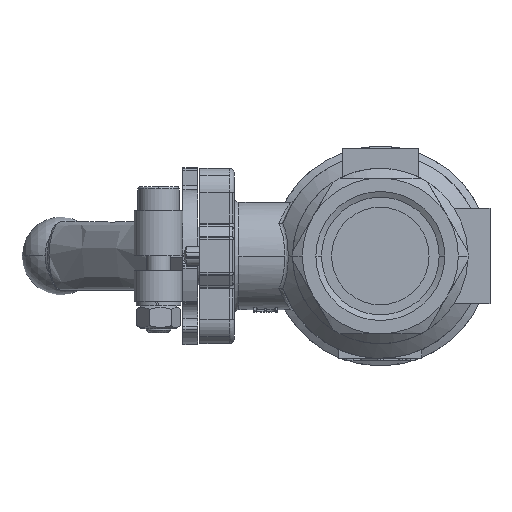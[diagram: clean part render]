
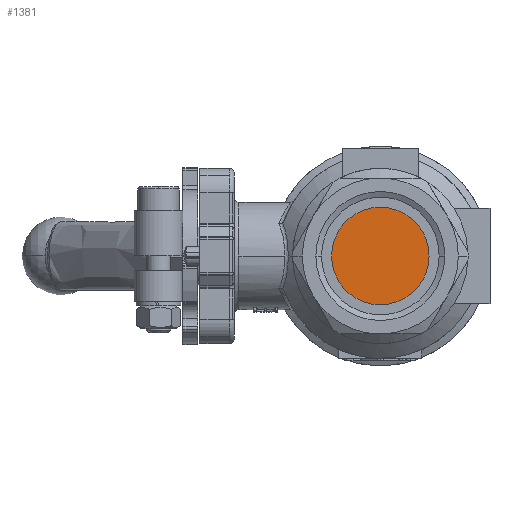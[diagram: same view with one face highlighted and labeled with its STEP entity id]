
A CAD part, left-side view. The second image highlights one B-rep face of the part: STEP entity #1381.
In plain terms, the highlighted planar face has unit normal (-1, 0, 0).
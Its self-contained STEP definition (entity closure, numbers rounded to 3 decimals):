
#1381=ADVANCED_FACE('',(#3088),#3089,.F.);
#3088=FACE_OUTER_BOUND('',#6762,.T.);
#3089=PLANE('',#6763);
#6762=EDGE_LOOP('',(#11442,#11443));
#6763=AXIS2_PLACEMENT_3D('',#11444,#11445,#11446);
#11442=ORIENTED_EDGE('',*,*,#14386,.F.);
#11443=ORIENTED_EDGE('',*,*,#15534,.F.);
#11444=CARTESIAN_POINT('',(-18.695,-5.0,0.0));
#11445=DIRECTION('',(1.0,0.0,0.0));
#11446=DIRECTION('',(0.0,1.0,-0.0));
#14386=EDGE_CURVE('',#17001,#17004,#17005,.T.);
#15534=EDGE_CURVE('',#17004,#17001,#18655,.T.);
#17001=VERTEX_POINT('',#21765);
#17004=VERTEX_POINT('',#21769);
#17005=CIRCLE('',#21770,10.0);
#18655=CIRCLE('',#25301,10.0);
#21765=CARTESIAN_POINT('',(-18.695,-10.0,0.0));
#21769=CARTESIAN_POINT('',(-18.695,10.0,0.));
#21770=AXIS2_PLACEMENT_3D('',#28591,#28592,#28593);
#25301=AXIS2_PLACEMENT_3D('',#29942,#29943,#29944);
#28591=CARTESIAN_POINT('',(-18.695,0.0,0.0));
#28592=DIRECTION('',(1.0,0.0,0.0));
#28593=DIRECTION('',(0.0,-1.0,0.0));
#29942=CARTESIAN_POINT('',(-18.695,0.0,0.0));
#29943=DIRECTION('',(1.0,0.0,0.0));
#29944=DIRECTION('',(0.0,-1.0,0.0));
